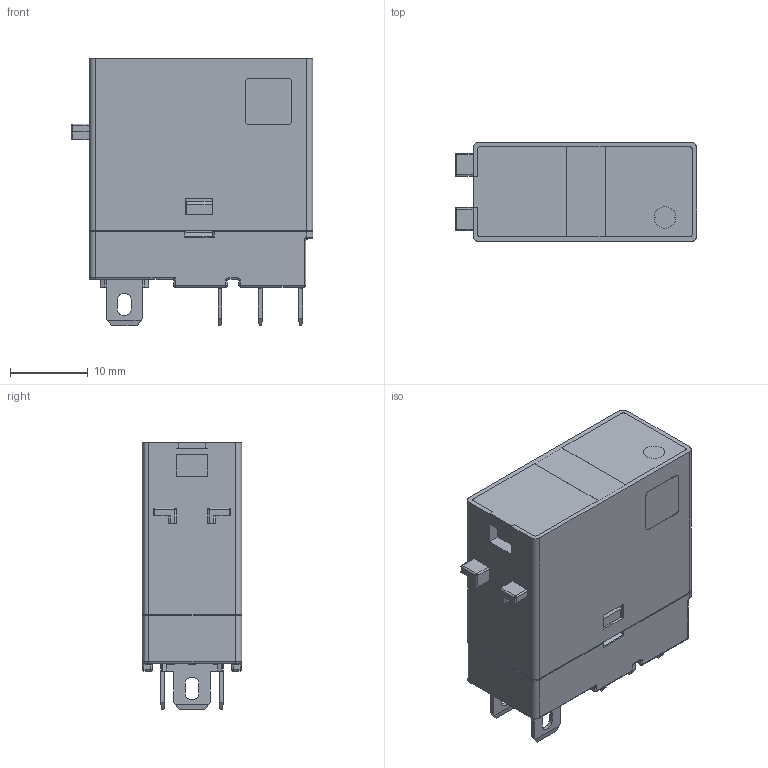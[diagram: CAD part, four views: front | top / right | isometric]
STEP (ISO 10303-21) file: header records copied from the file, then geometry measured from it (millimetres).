
FILE_DESCRIPTION (( 'STEP AP203' ), '1' );
FILE_NAME ('HF157F-XXX-1Z25FD2.STEP', '2024-12-23T11:56:12', ( '' ), ( '' ), 'SwSTEP 2.0', 'SolidWorks 2022', '' );
FILE_SCHEMA (( 'CONFIG_CONTROL_DESIGN' ));
Length unit declared in the file: millimetre
Products named in the file (1): HF157F-XXX-1Z25FD2
Bounding box: 31.1 x 12.8 x 34.5 mm (x, y, z)
Volume: 8708.3 mm3; surface area: 8068 mm2
Topology: 10 solids, 14 shells, 1046 faces, 2738 edges, 1685 vertices
Faces by surface type: plane 526, cylinder 368, torus 52, sphere 50, bspline 41, cone 9
Entity records: 32546 total; most frequent: CARTESIAN_POINT 6992, ORIENTED_EDGE 5364, DIRECTION 5290, EDGE_CURVE 2682, AXIS2_PLACEMENT_3D 1768, LINE 1754, VECTOR 1754, VERTEX_POINT 1685
